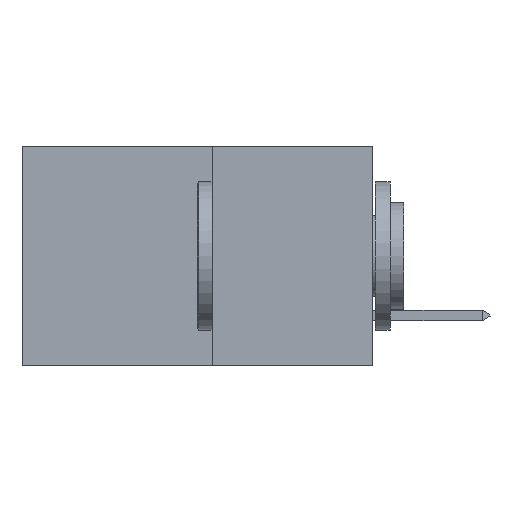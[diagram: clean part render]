
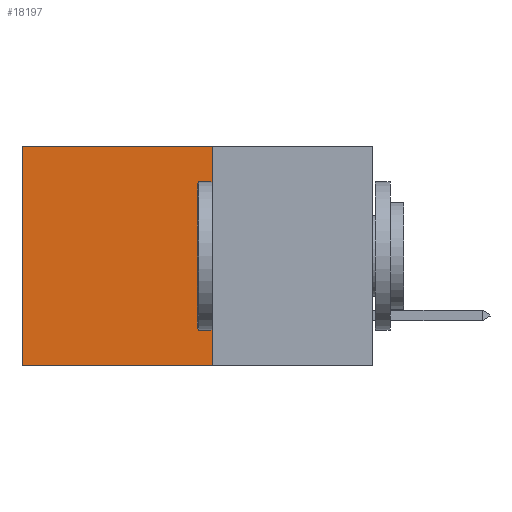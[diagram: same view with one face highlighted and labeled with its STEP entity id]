
A CAD part, left-side view. The second image highlights one B-rep face of the part: STEP entity #18197.
In plain terms, the highlighted planar face has unit normal (-1, 0, 0).
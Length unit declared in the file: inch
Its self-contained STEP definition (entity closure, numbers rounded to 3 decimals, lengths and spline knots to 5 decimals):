
#146 = DIRECTION ( 'NONE',  ( 1., 0., 0. ) ) ;
#1749 = LINE ( 'NONE', #6627, #17717 ) ;
#4526 = DIRECTION ( 'NONE',  ( 0., 0., -1. ) ) ;
#5621 = CARTESIAN_POINT ( 'NONE',  ( 0.277, 0.27, 0. ) ) ;
#5965 = ORIENTED_EDGE ( 'NONE', *, *, #14455, .F. ) ;
#6606 = CARTESIAN_POINT ( 'NONE',  ( 0.277, 0.59, -0.37 ) ) ;
#6627 = CARTESIAN_POINT ( 'NONE',  ( 0.277, 0.27, -0.37 ) ) ;
#8117 = EDGE_CURVE ( 'NONE', #12603, #12752, #17050, .T. ) ;
#8284 = AXIS2_PLACEMENT_3D ( 'NONE', #10459, #146, #14650 ) ;
#8467 = DIRECTION ( 'NONE',  ( 0., 1., 0. ) ) ;
#8693 = ORIENTED_EDGE ( 'NONE', *, *, #14254, .T. ) ;
#9109 = VECTOR ( 'NONE', #23823, 39.37008 ) ;
#9445 = LINE ( 'NONE', #6606, #25325 ) ;
#10351 = VERTEX_POINT ( 'NONE', #23762 ) ;
#10459 = CARTESIAN_POINT ( 'NONE',  ( 0.277, 0.27, -0.37 ) ) ;
#12603 = VERTEX_POINT ( 'NONE', #5621 ) ;
#12752 = VERTEX_POINT ( 'NONE', #24703 ) ;
#12765 = CARTESIAN_POINT ( 'NONE',  ( 0.277, 0.27, 0. ) ) ;
#13507 = CARTESIAN_POINT ( 'NONE',  ( 0.277, 0.27, -0.37 ) ) ;
#13747 = CARTESIAN_POINT ( 'NONE',  ( 0.277, 0.59, -0.37 ) ) ;
#14254 = EDGE_CURVE ( 'NONE', #12752, #22574, #9445, .T. ) ;
#14455 = EDGE_CURVE ( 'NONE', #10351, #22574, #20908, .T. ) ;
#14650 = DIRECTION ( 'NONE',  ( 0., 0., -1. ) ) ;
#15514 = FACE_OUTER_BOUND ( 'NONE', #21368, .T. ) ;
#17050 = LINE ( 'NONE', #12765, #21271 ) ;
#17717 = VECTOR ( 'NONE', #23238, 39.37008 ) ;
#18197 = ADVANCED_FACE ( 'NONE', ( #15514 ), #22899, .F. ) ;
#20908 = LINE ( 'NONE', #13507, #9109 ) ;
#21111 = EDGE_CURVE ( 'NONE', #12603, #10351, #1749, .T. ) ;
#21271 = VECTOR ( 'NONE', #8467, 39.37008 ) ;
#21368 = EDGE_LOOP ( 'NONE', ( #8693, #5965, #22254, #25416 ) ) ;
#22254 = ORIENTED_EDGE ( 'NONE', *, *, #21111, .F. ) ;
#22574 = VERTEX_POINT ( 'NONE', #13747 ) ;
#22899 = PLANE ( 'NONE',  #8284 ) ;
#23238 = DIRECTION ( 'NONE',  ( 0., 0., -1. ) ) ;
#23762 = CARTESIAN_POINT ( 'NONE',  ( 0.277, 0.27, -0.37 ) ) ;
#23823 = DIRECTION ( 'NONE',  ( 0., 1., 0. ) ) ;
#24703 = CARTESIAN_POINT ( 'NONE',  ( 0.277, 0.59, 0. ) ) ;
#25325 = VECTOR ( 'NONE', #4526, 39.37008 ) ;
#25416 = ORIENTED_EDGE ( 'NONE', *, *, #8117, .T. ) ;
